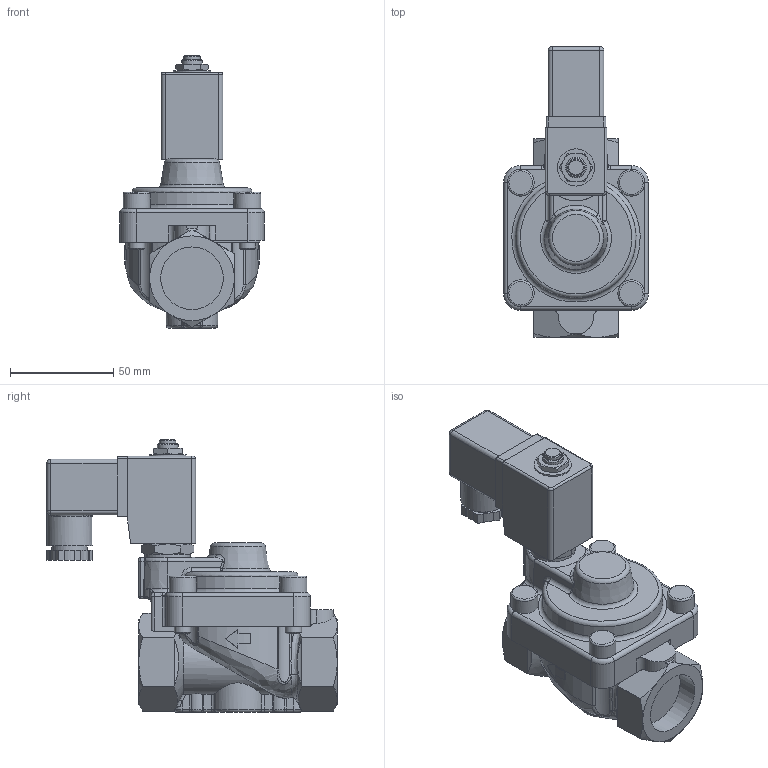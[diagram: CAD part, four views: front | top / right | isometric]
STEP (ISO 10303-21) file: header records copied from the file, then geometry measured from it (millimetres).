
FILE_DESCRIPTION(/* description */ ('3D-Modell'),/* implementation_level */ '2;1');
FILE_NAME(/* name */ '051.000096_B125-1001-.012-NO.stp',/* time_stamp */ '2023-11-06T09:28:02+01:00',/* author */ ('EToews'),/* organization */ (''),/* preprocessor_version */ 'ST-DEVELOPER v16.1',/* originating_system */ 'Autodesk Inventor 2016',/* authorisation */ '');
FILE_SCHEMA (('AUTOMOTIVE_DESIGN { 1 0 10303 214 3 1 1 }'));
Length unit declared in the file: millimetre
Products named in the file (1): 88-006128
Bounding box: 70 x 140.5 x 131.85 mm (x, y, z)
Volume: 345002.3 mm3; surface area: 46767.3 mm2
Topology: 1 solids, 1 shells, 470 faces, 1167 edges, 704 vertices
Faces by surface type: cylinder 150, plane 144, bspline 66, cone 54, torus 46, sphere 10
Full cylindrical faces by diameter (mm): 4.917 x2, 8 x5, 10 x2, 13 x4, 17 x1, 18 x1, 22 x2, 30.291 x2
Entity records: 15825 total; most frequent: CARTESIAN_POINT 5502, ORIENTED_EDGE 2218, DIRECTION 2064, EDGE_CURVE 1109, AXIS2_PLACEMENT_3D 842, VERTEX_POINT 693, EDGE_LOOP 522, FACE_OUTER_BOUND 470
